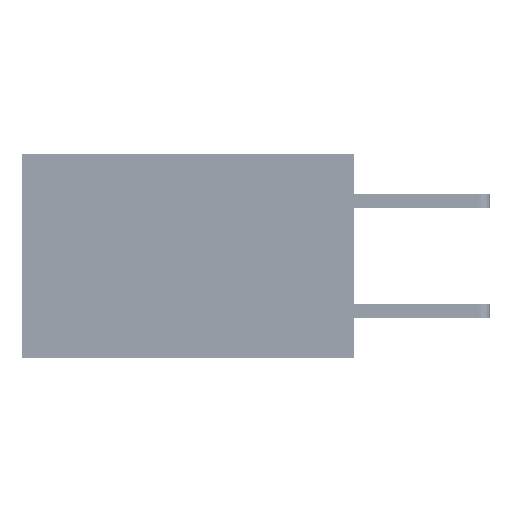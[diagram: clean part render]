
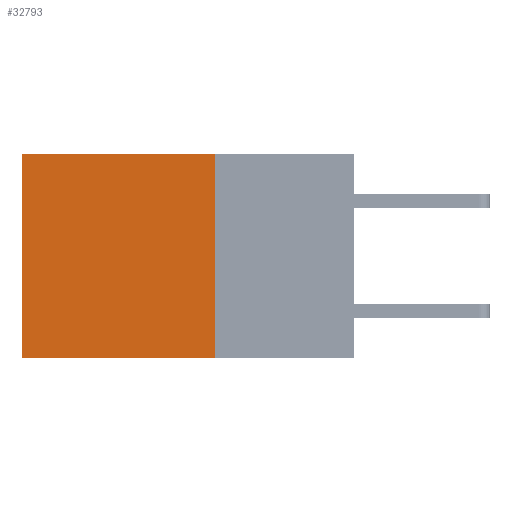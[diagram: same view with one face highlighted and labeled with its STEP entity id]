
A CAD part, left-side view. The second image highlights one B-rep face of the part: STEP entity #32793.
In plain terms, the highlighted planar face has unit normal (-1, 0, 0).
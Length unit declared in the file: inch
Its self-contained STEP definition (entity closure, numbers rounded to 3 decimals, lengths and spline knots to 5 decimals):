
#1680 = CARTESIAN_POINT ( 'NONE',  ( 0.2875, 0.25, 0. ) ) ;
#2801 = LINE ( 'NONE', #13927, #41298 ) ;
#6007 = CARTESIAN_POINT ( 'NONE',  ( 0.2875, 0.25, -0.37 ) ) ;
#6508 = EDGE_CURVE ( 'NONE', #25107, #18065, #31792, .T. ) ;
#6671 = DIRECTION ( 'NONE',  ( 0., 1., 0. ) ) ;
#8181 = VERTEX_POINT ( 'NONE', #6007 ) ;
#8811 = VECTOR ( 'NONE', #32283, 39.37008 ) ;
#9705 = CARTESIAN_POINT ( 'NONE',  ( 0.2875, 0.25, 0. ) ) ;
#10346 = LINE ( 'NONE', #40468, #8811 ) ;
#10688 = VECTOR ( 'NONE', #13938, 39.37008 ) ;
#12858 = DIRECTION ( 'NONE',  ( 0., 0., -1. ) ) ;
#13927 = CARTESIAN_POINT ( 'NONE',  ( 0.2875, 0.25, -0.37 ) ) ;
#13938 = DIRECTION ( 'NONE',  ( 0., 1., 0. ) ) ;
#14194 = VERTEX_POINT ( 'NONE', #26580 ) ;
#16485 = PLANE ( 'NONE',  #21708 ) ;
#16612 = LINE ( 'NONE', #17317, #21740 ) ;
#17317 = CARTESIAN_POINT ( 'NONE',  ( 0.2875, 0.6, 0. ) ) ;
#18065 = VERTEX_POINT ( 'NONE', #22768 ) ;
#20154 = EDGE_CURVE ( 'NONE', #8181, #14194, #2801, .T. ) ;
#21227 = ORIENTED_EDGE ( 'NONE', *, *, #20154, .F. ) ;
#21708 = AXIS2_PLACEMENT_3D ( 'NONE', #9705, #35520, #12858 ) ;
#21740 = VECTOR ( 'NONE', #35660, 39.37008 ) ;
#22768 = CARTESIAN_POINT ( 'NONE',  ( 0.2875, 0.6, 0. ) ) ;
#25107 = VERTEX_POINT ( 'NONE', #1680 ) ;
#26580 = CARTESIAN_POINT ( 'NONE',  ( 0.2875, 0.6, -0.37 ) ) ;
#29125 = ORIENTED_EDGE ( 'NONE', *, *, #34969, .T. ) ;
#31548 = CARTESIAN_POINT ( 'NONE',  ( 0.2875, 0.25, 0. ) ) ;
#31792 = LINE ( 'NONE', #31548, #10688 ) ;
#32283 = DIRECTION ( 'NONE',  ( 0., 0., -1. ) ) ;
#32793 = ADVANCED_FACE ( 'NONE', ( #46826 ), #16485, .F. ) ;
#34969 = EDGE_CURVE ( 'NONE', #18065, #14194, #16612, .T. ) ;
#35520 = DIRECTION ( 'NONE',  ( 1., 0., 0. ) ) ;
#35660 = DIRECTION ( 'NONE',  ( 0., 0., -1. ) ) ;
#35944 = EDGE_LOOP ( 'NONE', ( #29125, #21227, #37949, #36655 ) ) ;
#36655 = ORIENTED_EDGE ( 'NONE', *, *, #6508, .T. ) ;
#37417 = EDGE_CURVE ( 'NONE', #25107, #8181, #10346, .T. ) ;
#37949 = ORIENTED_EDGE ( 'NONE', *, *, #37417, .F. ) ;
#40468 = CARTESIAN_POINT ( 'NONE',  ( 0.2875, 0.25, 0. ) ) ;
#41298 = VECTOR ( 'NONE', #6671, 39.37008 ) ;
#46826 = FACE_OUTER_BOUND ( 'NONE', #35944, .T. ) ;
